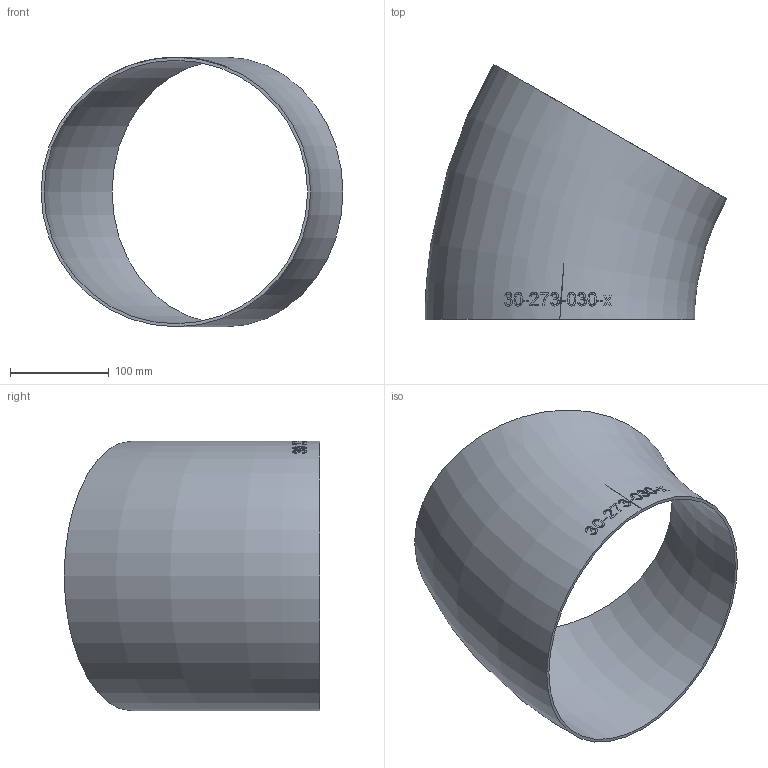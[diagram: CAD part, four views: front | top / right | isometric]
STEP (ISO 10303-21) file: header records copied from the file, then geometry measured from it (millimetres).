
FILE_DESCRIPTION (( 'STEP AP214' ), '1' );
FILE_NAME ('30-273-030-x Bogen 2004.STEP', '2020-04-24T08:39:20', ( '' ), ( '' ), 'SwSTEP 2.0', 'SolidWorks 2019', '' );
FILE_SCHEMA (( 'AUTOMOTIVE_DESIGN' ));
Length unit declared in the file: millimetre
Products named in the file (1): 30-273-030-x Bogen 2004
Bounding box: 305.76 x 258.75 x 273 mm (x, y, z)
Volume: 507633 mm3; surface area: 343540.9 mm2
Topology: 1 solids, 1 shells, 148 faces, 394 edges, 263 vertices
Faces by surface type: bspline 129, torus 17, plane 2
Entity records: 34488 total; most frequent: CARTESIAN_POINT 30371, ORIENTED_EDGE 782, EDGE_CURVE 391, B_SPLINE_CURVE_WITH_KNOTS 387, VERTEX_POINT 262, EDGE_LOOP 167, FACE_OUTER_BOUND 150, ADVANCED_FACE 148
